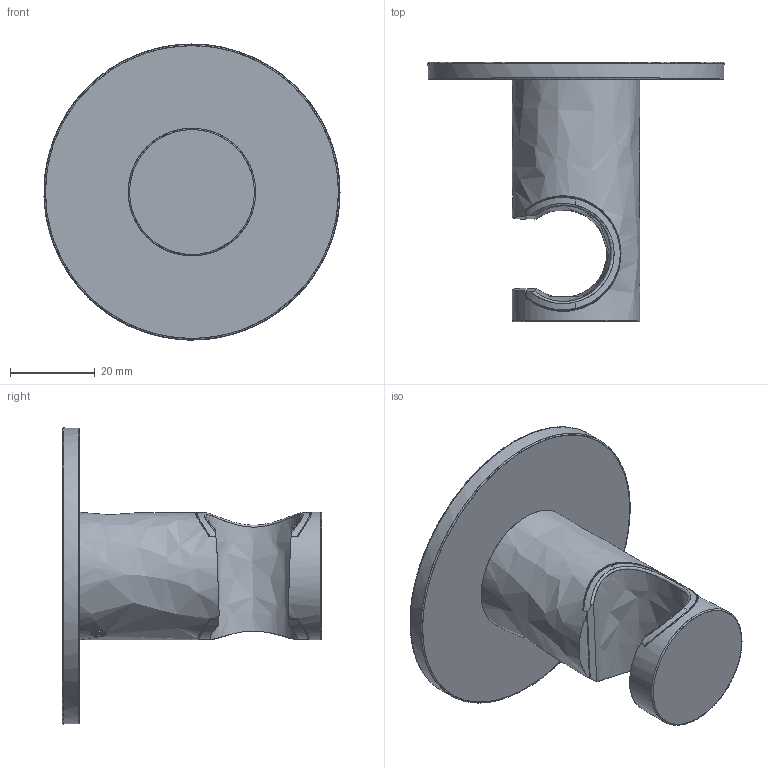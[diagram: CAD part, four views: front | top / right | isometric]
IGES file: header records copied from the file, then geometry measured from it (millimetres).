
Start section: C
Global section: file name: AC514-00.igs; native system: By Siemens PLM Incorporated; preprocessor: XPlus GENERIC/IGES 24.1.129; author: Author; organization: Title; date: 20231103.173822; units: millimetre
Bounding box: 69.67 x 61 x 69.67 mm (x, y, z)
Surface area: 20360.1 mm2 (no closed solid volume)
Topology: 0 solids, 0 shells, 264 faces, 1486 edges, 1482 vertices
Faces by surface type: bspline 264
